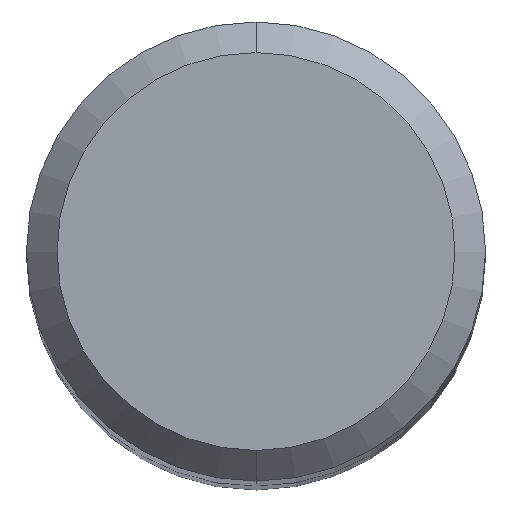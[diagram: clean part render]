
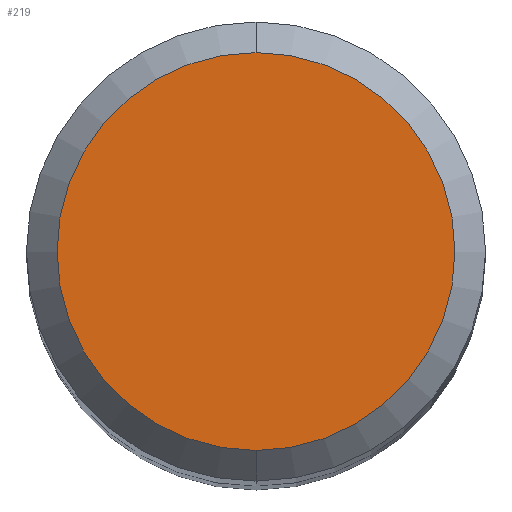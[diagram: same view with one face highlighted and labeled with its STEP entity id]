
A CAD part, top view. The second image highlights one B-rep face of the part: STEP entity #219.
In plain terms, the highlighted planar face has unit normal (0, 0, 1).
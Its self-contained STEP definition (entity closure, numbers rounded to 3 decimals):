
#137=EDGE_CURVE('',#155,#203,#291,.T.);
#155=VERTEX_POINT('',#311);
#163=EDGE_CURVE('',#203,#155,#320,.T.);
#203=VERTEX_POINT('',#366);
#219=ADVANCED_FACE('',(#385),#386,.T.);
#291=CIRCLE('',#468,2.6);
#311=CARTESIAN_POINT('',(0.,-2.6,0.0));
#320=CIRCLE('',#504,2.6);
#366=CARTESIAN_POINT('',(0.0,2.6,0.0));
#385=FACE_OUTER_BOUND('',#583,.T.);
#386=PLANE('',#584);
#468=AXIS2_PLACEMENT_3D('',#646,#647,#648);
#504=AXIS2_PLACEMENT_3D('',#685,#686,#687);
#583=EDGE_LOOP('',(#778,#779));
#584=AXIS2_PLACEMENT_3D('',#780,#781,#782);
#646=CARTESIAN_POINT('',(0.0,0.0,0.0));
#647=DIRECTION('',(0.0,0.0,-1.0));
#648=DIRECTION('',(0.0,1.0,0.0));
#685=CARTESIAN_POINT('',(0.0,0.0,0.0));
#686=DIRECTION('',(0.0,0.0,-1.0));
#687=DIRECTION('',(0.0,1.0,0.0));
#778=ORIENTED_EDGE('',*,*,#163,.F.);
#779=ORIENTED_EDGE('',*,*,#137,.F.);
#780=CARTESIAN_POINT('',(0.0,1.3,0.0));
#781=DIRECTION('',(-0.0,0.0,1.0));
#782=DIRECTION('',(0.0,-1.0,0.0));
